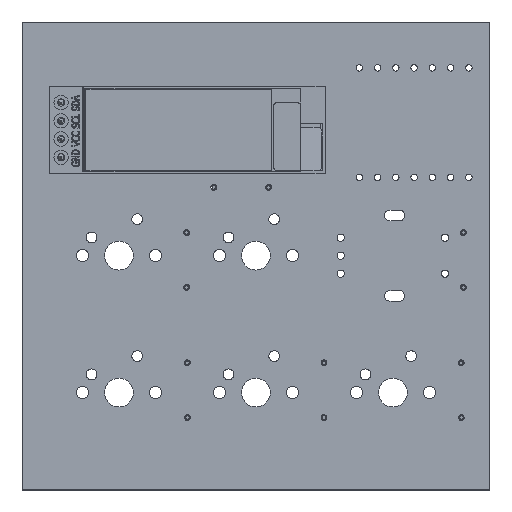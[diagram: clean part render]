
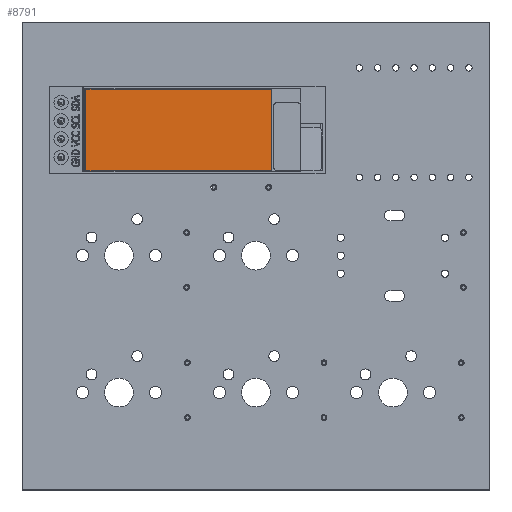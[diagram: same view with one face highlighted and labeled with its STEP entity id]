
A CAD part, top view. The second image highlights one B-rep face of the part: STEP entity #8791.
In plain terms, the highlighted planar face has unit normal (0, 0, 1).
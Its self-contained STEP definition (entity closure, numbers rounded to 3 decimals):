
#8682 = VERTEX_POINT('',#8683);
#8683 = CARTESIAN_POINT('',(11.7,5.65,2.51));
#8689 = EDGE_CURVE('',#8690,#8682,#8692,.T.);
#8690 = VERTEX_POINT('',#8691);
#8691 = CARTESIAN_POINT('',(11.7,-5.65,2.51));
#8692 = LINE('',#8693,#8694);
#8693 = CARTESIAN_POINT('',(11.7,5.65,2.51));
#8694 = VECTOR('',#8695,1.);
#8695 = DIRECTION('',(0.,1.,0.));
#8720 = EDGE_CURVE('',#8721,#8690,#8723,.T.);
#8721 = VERTEX_POINT('',#8722);
#8722 = CARTESIAN_POINT('',(-14.1,-5.65,2.51));
#8723 = LINE('',#8724,#8725);
#8724 = CARTESIAN_POINT('',(11.7,-5.65,2.51));
#8725 = VECTOR('',#8726,1.);
#8726 = DIRECTION('',(1.,0.,0.));
#8751 = EDGE_CURVE('',#8752,#8721,#8754,.T.);
#8752 = VERTEX_POINT('',#8753);
#8753 = CARTESIAN_POINT('',(-14.1,5.65,2.51));
#8754 = LINE('',#8755,#8756);
#8755 = CARTESIAN_POINT('',(-14.1,-5.65,2.51));
#8756 = VECTOR('',#8757,1.);
#8757 = DIRECTION('',(0.,-1.,0.));
#8780 = EDGE_CURVE('',#8682,#8752,#8781,.T.);
#8781 = LINE('',#8782,#8783);
#8782 = CARTESIAN_POINT('',(-14.1,5.65,2.51));
#8783 = VECTOR('',#8784,1.);
#8784 = DIRECTION('',(-1.,0.,0.));
#8791 = ADVANCED_FACE('',(#8792),#8798,.T.);
#8792 = FACE_BOUND('',#8793,.T.);
#8793 = EDGE_LOOP('',(#8794,#8795,#8796,#8797));
#8794 = ORIENTED_EDGE('',*,*,#8780,.T.);
#8795 = ORIENTED_EDGE('',*,*,#8751,.T.);
#8796 = ORIENTED_EDGE('',*,*,#8720,.T.);
#8797 = ORIENTED_EDGE('',*,*,#8689,.T.);
#8798 = PLANE('',#8799);
#8799 = AXIS2_PLACEMENT_3D('',#8800,#8801,#8802);
#8800 = CARTESIAN_POINT('',(-1.2,0.,2.51));
#8801 = DIRECTION('',(0.,0.,1.));
#8802 = DIRECTION('',(1.,0.,-0.));
